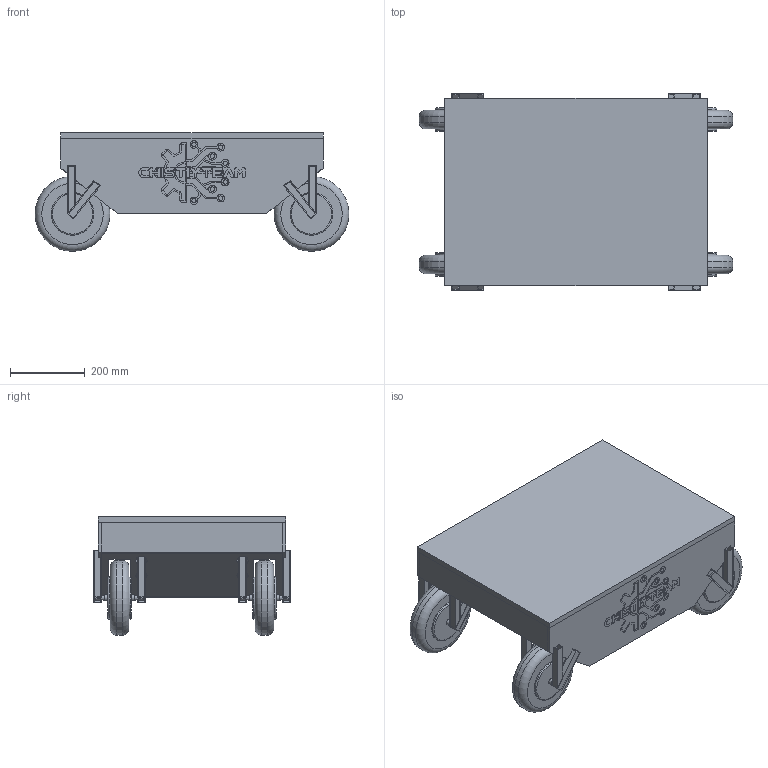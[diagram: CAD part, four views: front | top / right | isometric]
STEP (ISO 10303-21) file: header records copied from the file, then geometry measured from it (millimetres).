
FILE_DESCRIPTION(/* description */ (''),/* implementation_level */ '2;1');
FILE_NAME(/* name */ 'ChistiyTransporterHub v23.step',/* time_stamp */ '2025-10-31T20:30:16+03:00',/* author */ (''),/* organization */ (''),/* preprocessor_version */ 'ST-DEVELOPER v20.1',/* originating_system */ 'Autodesk Translation Framework v14.17.0.0',/* authorisation */ '');
FILE_SCHEMA (('AUTOMOTIVE_DESIGN { 1 0 10303 214 3 1 1 }'));
Products named in the file (1): ChistiyTransporterHub
Bounding box: 838.2 x 524 x 316.91 mm (x, y, z)
Volume: 18050539.9 mm3; surface area: 3668424.7 mm2
Topology: 50 solids, 50 shells, 1232 faces, 3264 edges, 2174 vertices
Faces by surface type: plane 978, cylinder 190, bspline 48, torus 16
Full cylindrical faces by diameter (mm): 11.528 x4, 11.677 x4, 11.846 x4, 11.85 x4, 12 x8, 16.6 x8, 30 x8, 114 x8, 200 x4
Entity records: 52446 total; most frequent: CARTESIAN_POINT 21609, ORIENTED_EDGE 6528, DIRECTION 5990, EDGE_CURVE 3264, LINE 2668, VECTOR 2668, VERTEX_POINT 2174, AXIS2_PLACEMENT_3D 1661
